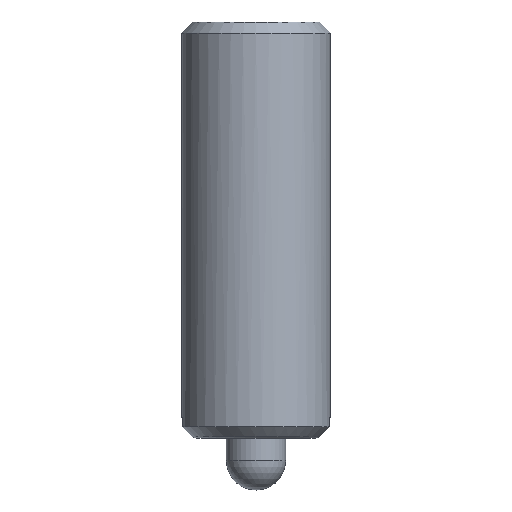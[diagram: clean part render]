
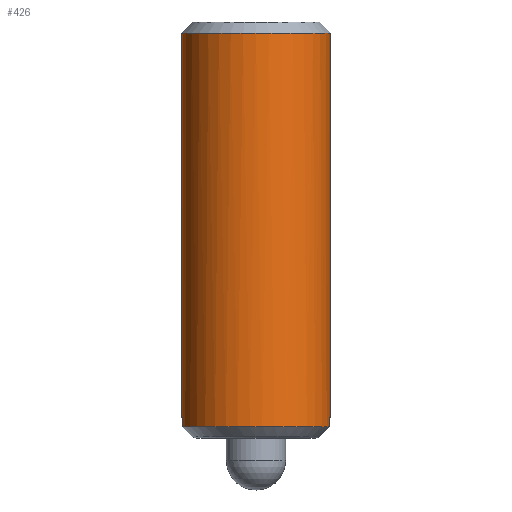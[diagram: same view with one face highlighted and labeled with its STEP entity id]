
A CAD part, front view. The second image highlights one B-rep face of the part: STEP entity #426.
In plain terms, the highlighted cylindrical face has radius 5 mm (diameter 10 mm), a partial arc.
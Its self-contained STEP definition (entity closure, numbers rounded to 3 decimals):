
#228=VERTEX_POINT('',#625);
#248=VERTEX_POINT('',#647);
#258=VERTEX_POINT('',#658);
#268=VERTEX_POINT('',#668);
#282=EDGE_CURVE('',#258,#476,#683,.T.);
#312=VERTEX_POINT('',#720);
#340=EDGE_CURVE('',#248,#476,#753,.T.);
#376=EDGE_CURVE('',#312,#228,#793,.T.);
#388=EDGE_CURVE('',#462,#490,#806,.T.);
#394=EDGE_CURVE('',#268,#258,#813,.T.);
#402=EDGE_CURVE('',#490,#268,#821,.T.);
#414=EDGE_CURVE('',#312,#462,#834,.T.);
#426=ADVANCED_FACE('',(#847),#848,.T.);
#462=VERTEX_POINT('',#887);
#476=VERTEX_POINT('',#903);
#490=VERTEX_POINT('',#918);
#556=EDGE_CURVE('',#228,#248,#991,.T.);
#625=CARTESIAN_POINT('',(-5.,0.,30.75));
#647=CARTESIAN_POINT('',(5.,0.,30.75));
#658=CARTESIAN_POINT('',(4.943,-0.75,4.9));
#668=CARTESIAN_POINT('',(4.943,-0.75,4.25));
#683=CIRCLE('',#1157,5.);
#720=CARTESIAN_POINT('',(-5.,0.,4.9));
#753=LINE('',#1260,#1261);
#793=LINE('',#1317,#1318);
#806=LINE('',#1337,#1338);
#813=LINE('',#1356,#1357);
#821=CIRCLE('',#1378,5.);
#834=CIRCLE('',#1403,5.);
#847=FACE_OUTER_BOUND('',#1428,.T.);
#848=CYLINDRICAL_SURFACE('',#1429,5.);
#887=CARTESIAN_POINT('',(-4.943,-0.75,4.9));
#903=CARTESIAN_POINT('',(5.,0.,4.9));
#918=CARTESIAN_POINT('',(-4.943,-0.75,4.25));
#991=CIRCLE('',#1647,5.);
#1157=AXIS2_PLACEMENT_3D('',#1795,#1796,#1797);
#1260=CARTESIAN_POINT('',(5.,0.,17.5));
#1261=VECTOR('',#1899,1.0);
#1317=CARTESIAN_POINT('',(-5.,0.,17.5));
#1318=VECTOR('',#1945,1.0);
#1337=CARTESIAN_POINT('',(-4.943,-0.75,17.5));
#1338=VECTOR('',#1959,1.0);
#1356=CARTESIAN_POINT('',(4.943,-0.75,17.5));
#1357=VECTOR('',#1970,1.0);
#1378=AXIS2_PLACEMENT_3D('',#1972,#1973,#1974);
#1403=AXIS2_PLACEMENT_3D('',#1986,#1987,#1988);
#1428=EDGE_LOOP('',(#1999,#2000,#2001,#2002,#2003,#2004,#2005,#2006));
#1429=AXIS2_PLACEMENT_3D('',#2007,#2008,#2009);
#1647=AXIS2_PLACEMENT_3D('',#2157,#2158,#2159);
#1795=CARTESIAN_POINT('',(0.,0.,4.9));
#1796=DIRECTION('',(0.,0.,1.0));
#1797=DIRECTION('',(-1.0,0.,0.));
#1899=DIRECTION('',(0.,0.,-1.0));
#1945=DIRECTION('',(0.,0.,1.0));
#1959=DIRECTION('',(0.,0.,-1.0));
#1970=DIRECTION('',(0.,0.,1.0));
#1972=CARTESIAN_POINT('',(0.,0.,4.25));
#1973=DIRECTION('',(0.,0.,1.0));
#1974=DIRECTION('',(-1.0,0.,0.));
#1986=CARTESIAN_POINT('',(0.,0.,4.9));
#1987=DIRECTION('',(0.,0.,1.0));
#1988=DIRECTION('',(-1.0,0.,0.));
#1999=ORIENTED_EDGE('',*,*,#376,.F.);
#2000=ORIENTED_EDGE('',*,*,#414,.T.);
#2001=ORIENTED_EDGE('',*,*,#388,.T.);
#2002=ORIENTED_EDGE('',*,*,#402,.T.);
#2003=ORIENTED_EDGE('',*,*,#394,.T.);
#2004=ORIENTED_EDGE('',*,*,#282,.T.);
#2005=ORIENTED_EDGE('',*,*,#340,.F.);
#2006=ORIENTED_EDGE('',*,*,#556,.F.);
#2007=CARTESIAN_POINT('',(0.,0.,17.5));
#2008=DIRECTION('',(0.,0.,-1.0));
#2009=DIRECTION('',(-1.0,0.,0.));
#2157=CARTESIAN_POINT('',(0.,0.,30.75));
#2158=DIRECTION('',(0.,0.,1.0));
#2159=DIRECTION('',(-1.0,0.,0.));
